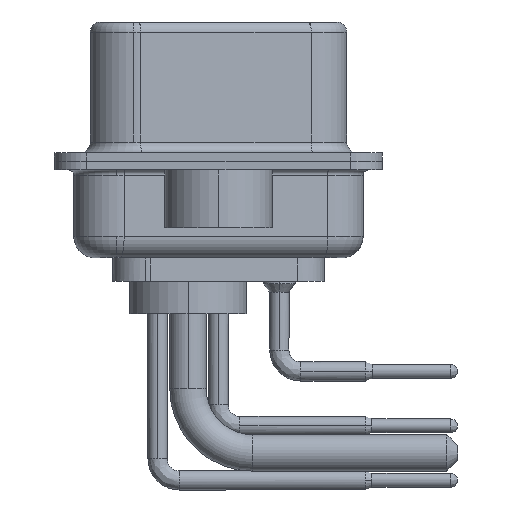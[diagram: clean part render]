
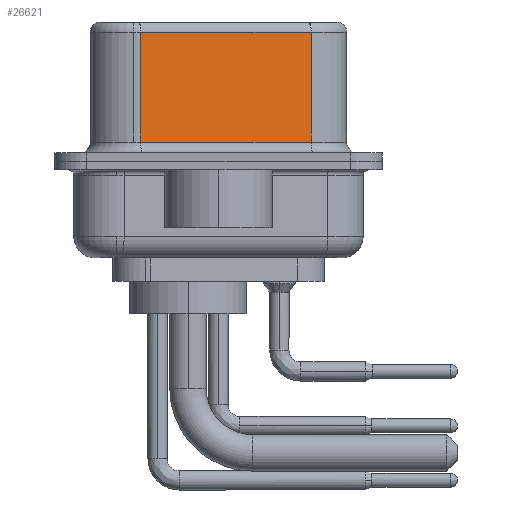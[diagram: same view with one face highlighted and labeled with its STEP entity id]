
A CAD part, left-side view. The second image highlights one B-rep face of the part: STEP entity #26621.
In plain terms, the highlighted planar face has unit normal (-0.985, -0.174, 0).
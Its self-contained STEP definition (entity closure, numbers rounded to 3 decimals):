
#151 = DIRECTION ( 'NONE',  ( 0.174, -0.985, 0. ) ) ;
#235 = VECTOR ( 'NONE', #151, 1000. ) ;
#993 = CARTESIAN_POINT ( 'NONE',  ( 5.132, -4.322, 0.9 ) ) ;
#4664 = EDGE_CURVE ( 'NONE', #16967, #27001, #20913, .T. ) ;
#4667 = DIRECTION ( 'NONE',  ( 0.985, 0.174, 0. ) ) ;
#5946 = DIRECTION ( 'NONE',  ( 0., 0., -1. ) ) ;
#6982 = CARTESIAN_POINT ( 'NONE',  ( 3.73, 3.628, 6.52 ) ) ;
#7268 = FACE_OUTER_BOUND ( 'NONE', #12890, .T. ) ;
#8084 = ORIENTED_EDGE ( 'NONE', *, *, #4664, .T. ) ;
#8652 = VERTEX_POINT ( 'NONE', #993 ) ;
#10481 = ORIENTED_EDGE ( 'NONE', *, *, #26021, .F. ) ;
#11684 = DIRECTION ( 'NONE',  ( 0., 0., -1. ) ) ;
#12515 = VECTOR ( 'NONE', #11684, 1000. ) ;
#12890 = EDGE_LOOP ( 'NONE', ( #10481, #8084, #13467, #18274 ) ) ;
#13467 = ORIENTED_EDGE ( 'NONE', *, *, #16602, .T. ) ;
#14110 = LINE ( 'NONE', #24345, #25027 ) ;
#14655 = VECTOR ( 'NONE', #31457, 1000. ) ;
#15361 = CARTESIAN_POINT ( 'NONE',  ( 3.73, 3.628, 0.9 ) ) ;
#15594 = DIRECTION ( 'NONE',  ( -0.174, 0.985, 0. ) ) ;
#16602 = EDGE_CURVE ( 'NONE', #27001, #20759, #25533, .T. ) ;
#16786 = CARTESIAN_POINT ( 'NONE',  ( 3.73, 3.628, 6.02 ) ) ;
#16967 = VERTEX_POINT ( 'NONE', #29884 ) ;
#17831 = CARTESIAN_POINT ( 'NONE',  ( 5.132, -4.322, 6.52 ) ) ;
#18274 = ORIENTED_EDGE ( 'NONE', *, *, #28119, .T. ) ;
#20233 = CARTESIAN_POINT ( 'NONE',  ( 5.132, -4.322, 6.02 ) ) ;
#20759 = VERTEX_POINT ( 'NONE', #15361 ) ;
#20913 = LINE ( 'NONE', #20233, #14655 ) ;
#24345 = CARTESIAN_POINT ( 'NONE',  ( 5.132, -4.322, 6.52 ) ) ;
#25027 = VECTOR ( 'NONE', #5946, 1000. ) ;
#25533 = LINE ( 'NONE', #6982, #12515 ) ;
#26021 = EDGE_CURVE ( 'NONE', #16967, #8652, #14110, .T. ) ;
#26621 = ADVANCED_FACE ( 'NONE', ( #7268 ), #33573, .F. ) ;
#26712 = CARTESIAN_POINT ( 'NONE',  ( 5.132, -4.322, 0.9 ) ) ;
#27001 = VERTEX_POINT ( 'NONE', #16786 ) ;
#28119 = EDGE_CURVE ( 'NONE', #20759, #8652, #31870, .T. ) ;
#28949 = AXIS2_PLACEMENT_3D ( 'NONE', #17831, #4667, #15594 ) ;
#29884 = CARTESIAN_POINT ( 'NONE',  ( 5.132, -4.322, 6.02 ) ) ;
#31457 = DIRECTION ( 'NONE',  ( -0.174, 0.985, 0. ) ) ;
#31870 = LINE ( 'NONE', #26712, #235 ) ;
#33573 = PLANE ( 'NONE',  #28949 ) ;
